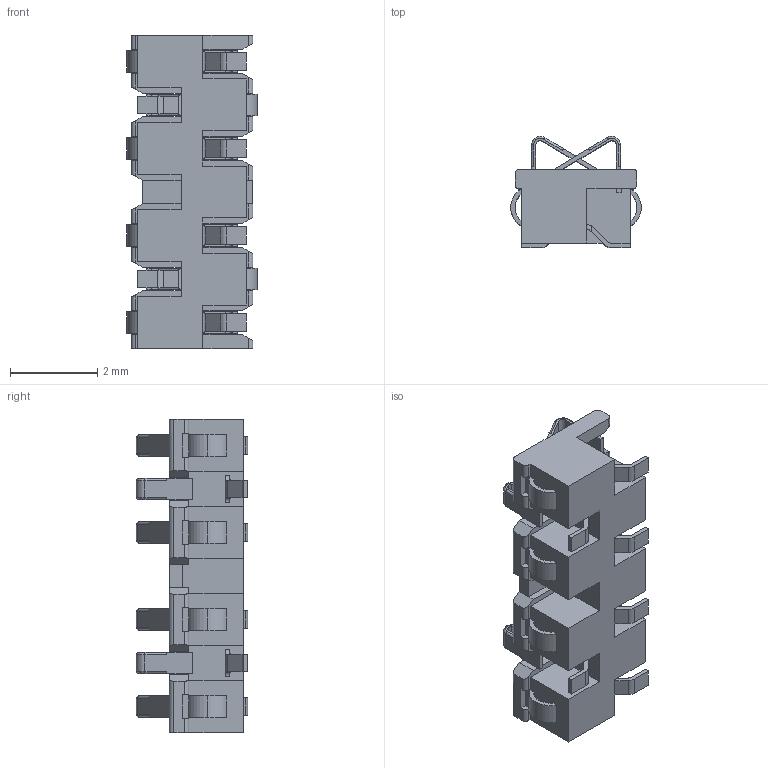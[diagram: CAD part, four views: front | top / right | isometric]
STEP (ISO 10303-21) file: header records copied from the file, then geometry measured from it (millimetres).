
FILE_DESCRIPTION (( 'STEP AP214' ), '1' );
FILE_NAME ('AVX-00-9188-006-020-062.STEP', '2019-01-07T15:23:37', ( '' ), ( '' ), 'SwSTEP 2.0', 'SolidWorks 2018', '' );
FILE_SCHEMA (( 'AUTOMOTIVE_DESIGN' ));
Length unit declared in the file: millimetre
Products named in the file (2): AVX-00-9188-006-020-062_00-9188-006-020-062; AVX-00-9188-006-020-062
Assembly tree (1 placements, depth 2):
  AVX-00-9188-006-020-062
    AVX-00-9188-006-020-062_00-9188-006-020-062
Bounding box: 3 x 2.56 x 7.2 mm (x, y, z)
Volume: 23.3 mm3; surface area: 114.6 mm2
Topology: 1 solids, 1 shells, 365 faces, 1027 edges, 676 vertices
Faces by surface type: plane 232, cylinder 121, bspline 12
Entity records: 12223 total; most frequent: CARTESIAN_POINT 2780, ORIENTED_EDGE 2054, DIRECTION 1843, EDGE_CURVE 1027, VECTOR 773, LINE 773, VERTEX_POINT 676, AXIS2_PLACEMENT_3D 535
